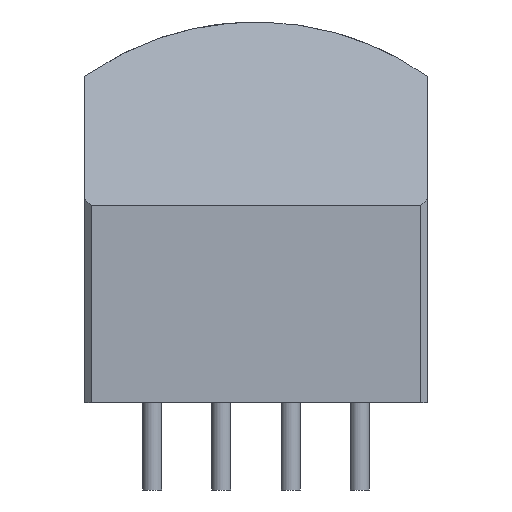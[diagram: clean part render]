
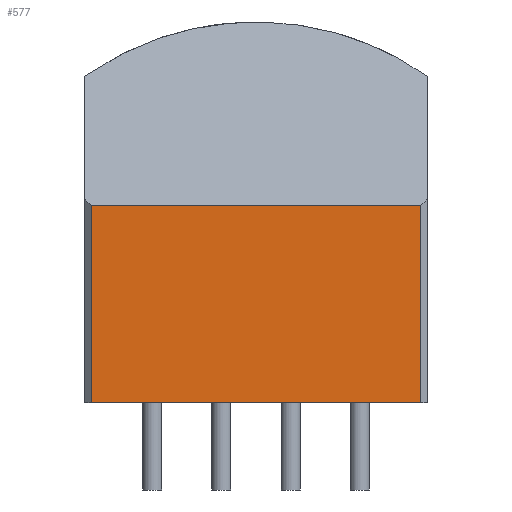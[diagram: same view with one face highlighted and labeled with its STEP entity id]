
A CAD part, left-side view. The second image highlights one B-rep face of the part: STEP entity #577.
In plain terms, the highlighted planar face has unit normal (-1, 0, 0).
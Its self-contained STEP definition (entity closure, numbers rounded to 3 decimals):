
#83=LINE($,#992,#110);
#84=LINE($,#995,#111);
#85=LINE($,#997,#112);
#86=LINE($,#998,#113);
#110=VECTOR($,#815,12.1);
#111=VECTOR($,#818,7.25);
#112=VECTOR($,#819,12.1);
#113=VECTOR($,#820,7.25);
#153=FACE_OUTER_BOUND($,#211,.T.);
#211=EDGE_LOOP($,(#454,#455,#456,#457));
#305=VERTEX_POINT($,#982);
#309=VERTEX_POINT($,#990);
#310=VERTEX_POINT($,#994);
#311=VERTEX_POINT($,#996);
#364=EDGE_CURVE($,#305,#309,#83,.T.);
#365=EDGE_CURVE($,#310,#309,#84,.T.);
#366=EDGE_CURVE($,#310,#311,#85,.T.);
#367=EDGE_CURVE($,#305,#311,#86,.T.);
#454=ORIENTED_EDGE($,*,*,#364,.T.);
#455=ORIENTED_EDGE($,*,*,#365,.F.);
#456=ORIENTED_EDGE($,*,*,#366,.T.);
#457=ORIENTED_EDGE($,*,*,#367,.F.);
#536=PLANE($,#669);
#577=ADVANCED_FACE($,(#153),#536,.F.);
#669=AXIS2_PLACEMENT_3D($,#993,#816,#817);
#815=DIRECTION($,(0.,1.,0.));
#816=DIRECTION('center_axis',(1.,0.,0.));
#817=DIRECTION('ref_axis',(0.,1.,0.));
#818=DIRECTION($,(0.,0.,1.));
#819=DIRECTION($,(0.,-1.,0.));
#820=DIRECTION($,(0.,0.,-1.));
#982=CARTESIAN_POINT('',(-6.59,-6.05,7.25));
#990=CARTESIAN_POINT('',(-6.59,6.05,7.25));
#992=CARTESIAN_POINT($,(-6.59,-6.05,7.25));
#993=CARTESIAN_POINT('Origin',(-6.59,-6.655,-0.363));
#994=CARTESIAN_POINT('',(-6.59,6.05,0.));
#995=CARTESIAN_POINT($,(-6.59,6.05,0.));
#996=CARTESIAN_POINT('',(-6.59,-6.05,0.));
#997=CARTESIAN_POINT($,(-6.59,6.05,0.));
#998=CARTESIAN_POINT($,(-6.59,-6.05,7.25));
